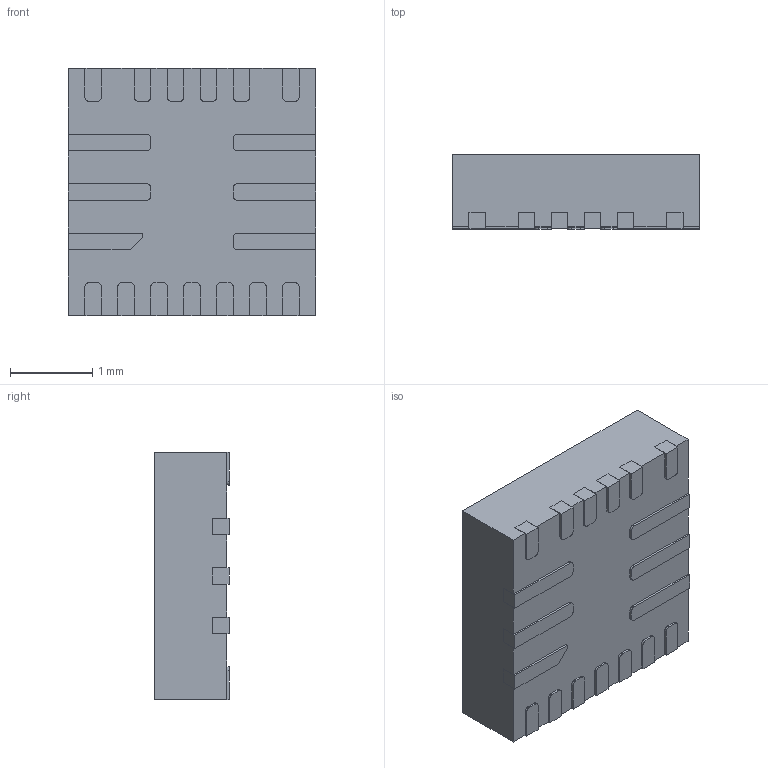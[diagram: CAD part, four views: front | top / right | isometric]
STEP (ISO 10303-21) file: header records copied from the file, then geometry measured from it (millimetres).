
FILE_DESCRIPTION (( 'STEP AP214' ), '1' );
FILE_NAME ('MP6619 (QFN-19, 3x3).STEP', '2021-09-20T23:48:18', ( '' ), ( '' ), 'SwSTEP 2.0', 'SolidWorks 2017', '' );
FILE_SCHEMA (( 'AUTOMOTIVE_DESIGN' ));
Length unit declared in the file: millimetre
Products named in the file (1): MP6619 (QFN-19, 3x3)
Bounding box: 3 x 0.9 x 3 mm (x, y, z)
Volume: 7.9 mm3; surface area: 42.4 mm2
Topology: 20 solids, 20 shells, 273 faces, 696 edges, 464 vertices
Faces by surface type: plane 199, cylinder 74
Entity records: 8434 total; most frequent: CARTESIAN_POINT 1434, ORIENTED_EDGE 1392, DIRECTION 1392, EDGE_CURVE 696, LINE 548, VECTOR 548, VERTEX_POINT 464, AXIS2_PLACEMENT_3D 422
